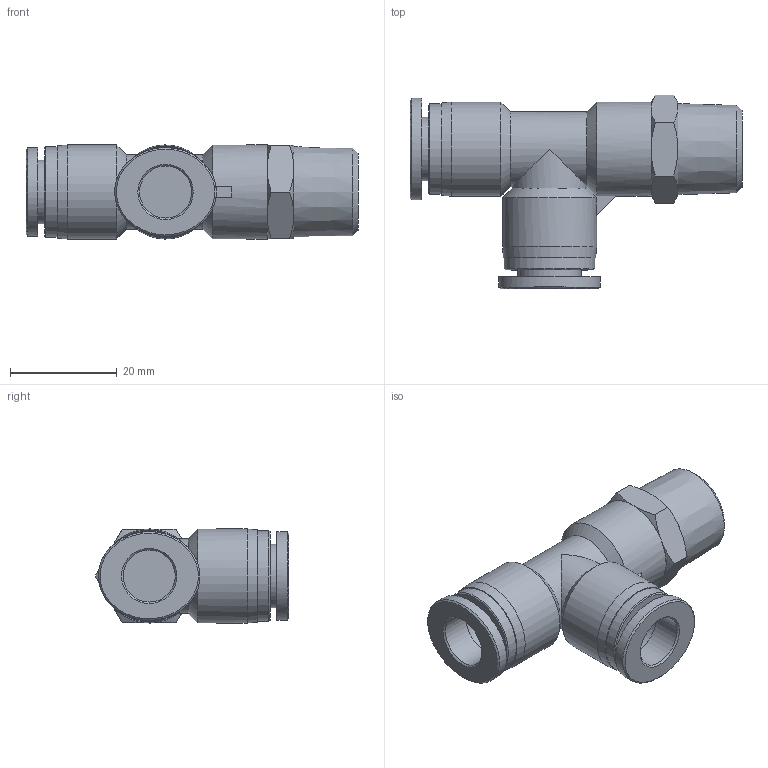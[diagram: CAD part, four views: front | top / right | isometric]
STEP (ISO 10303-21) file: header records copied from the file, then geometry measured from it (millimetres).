
FILE_DESCRIPTION((''),'2;1');
FILE_NAME('PST 3_8-N03U.stp','2016-10-17T15:00:18',('Administrator'),(''),'Autodesk Inventor 2013','Autodesk Inventor 2013','');
FILE_SCHEMA(('CONFIG_CONTROL_DESIGN'));
Length unit declared in the file: millimetre
Products named in the file (4): PST 3_8-N03U; NL 3_8-NPT3_8 BODY; NST N3_8 BODY; SLEEVE N3_8L
Assembly tree (4 placements, depth 2):
  PST 3_8-N03U
    NL 3_8-NPT3_8 BODY
    NST N3_8 BODY
    SLEEVE N3_8L  x2
Bounding box: 62.1 x 36.18 x 17.6 mm (x, y, z)
Volume: 14560.6 mm3; surface area: 7809.3 mm2
Topology: 4 solids, 4 shells, 69 faces, 138 edges, 84 vertices
Faces by surface type: plane 29, cone 23, cylinder 13, bspline 4
Full cylindrical faces by diameter (mm): 9.75 x4, 11.9 x2, 14 x1, 16.9 x2, 17.6 x3
Entity records: 1620 total; most frequent: CARTESIAN_POINT 410, DIRECTION 245, ORIENTED_EDGE 202, AXIS2_PLACEMENT_3D 110, EDGE_CURVE 101, EDGE_LOOP 82, VERTEX_POINT 71, FACE_OUTER_BOUND 58
